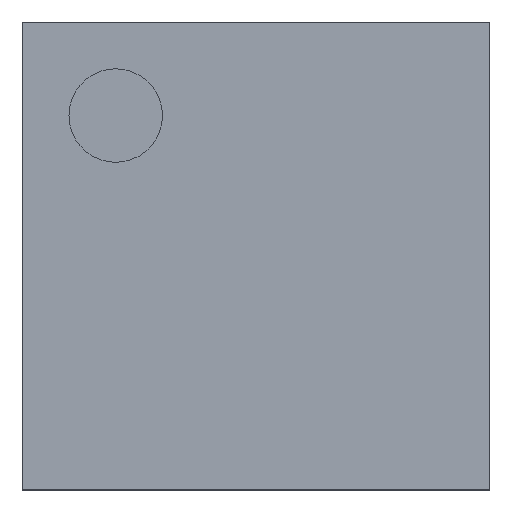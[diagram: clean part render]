
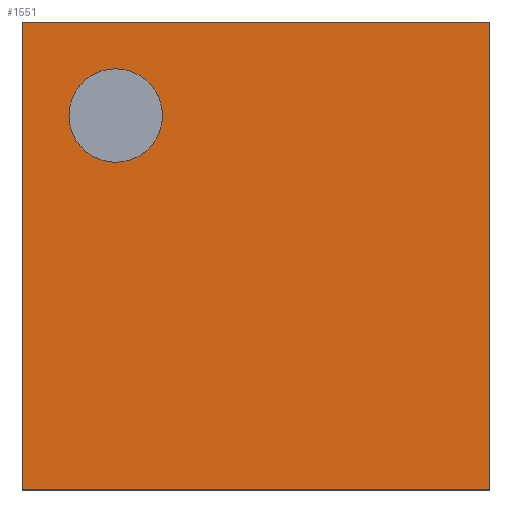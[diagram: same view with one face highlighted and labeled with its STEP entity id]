
A CAD part, top view. The second image highlights one B-rep face of the part: STEP entity #1551.
In plain terms, the highlighted planar face has unit normal (0, 0, 1).
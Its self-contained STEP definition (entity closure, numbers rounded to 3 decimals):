
#104=LINE($,#2400,#288);
#109=LINE($,#2410,#293);
#115=LINE($,#2418,#299);
#116=LINE($,#2419,#300);
#288=VECTOR($,#1943,2.);
#293=VECTOR($,#1950,2.);
#299=VECTOR($,#1958,2.);
#300=VECTOR($,#1959,2.);
#422=PLANE($,#1684);
#473=FACE_BOUND($,#606,.T.);
#510=FACE_OUTER_BOUND($,#605,.T.);
#605=EDGE_LOOP($,(#1233,#1234,#1235,#1236));
#606=EDGE_LOOP($,(#1237));
#665=CIRCLE($,#1632,0.2);
#699=VERTEX_POINT($,#2204);
#765=VERTEX_POINT($,#2397);
#766=VERTEX_POINT($,#2399);
#769=VERTEX_POINT($,#2407);
#770=VERTEX_POINT($,#2409);
#845=EDGE_CURVE($,#699,#699,#665,.T.);
#939=EDGE_CURVE($,#766,#765,#104,.T.);
#944=EDGE_CURVE($,#770,#769,#109,.T.);
#950=EDGE_CURVE($,#765,#770,#115,.T.);
#951=EDGE_CURVE($,#769,#766,#116,.T.);
#1233=ORIENTED_EDGE($,*,*,#950,.T.);
#1234=ORIENTED_EDGE($,*,*,#944,.T.);
#1235=ORIENTED_EDGE($,*,*,#951,.T.);
#1236=ORIENTED_EDGE($,*,*,#939,.T.);
#1237=ORIENTED_EDGE($,*,*,#845,.T.);
#1551=ADVANCED_FACE($,(#510,#473),#422,.T.);
#1632=AXIS2_PLACEMENT_3D($,#2205,#1764,#1765);
#1684=AXIS2_PLACEMENT_3D($,#2417,#1956,#1957);
#1764=DIRECTION('center_axis',(0.,0.,-1.));
#1765=DIRECTION('ref_axis',(1.,0.,0.));
#1943=DIRECTION($,(0.,-1.,0.));
#1950=DIRECTION($,(0.,1.,0.));
#1956=DIRECTION('center_axis',(0.,0.,1.));
#1957=DIRECTION('ref_axis',(0.,-1.,0.));
#1958=DIRECTION($,(1.,0.,0.));
#1959=DIRECTION($,(-1.,0.,0.));
#2204=CARTESIAN_POINT('',(-0.4,0.6,1.));
#2205=CARTESIAN_POINT('Origin',(-0.6,0.6,1.));
#2397=CARTESIAN_POINT('',(-1.,-1.,1.));
#2399=CARTESIAN_POINT('',(-1.,1.,1.));
#2400=CARTESIAN_POINT($,(-1.,0.,1.));
#2407=CARTESIAN_POINT('',(1.,1.,1.));
#2409=CARTESIAN_POINT('',(1.,-1.,1.));
#2410=CARTESIAN_POINT($,(1.,0.,1.));
#2417=CARTESIAN_POINT('Origin',(0.,0.,1.));
#2418=CARTESIAN_POINT($,(0.,-1.,1.));
#2419=CARTESIAN_POINT($,(0.,1.,1.));
